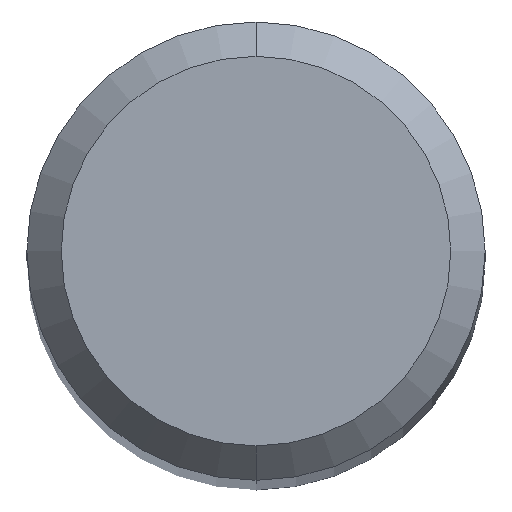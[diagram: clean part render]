
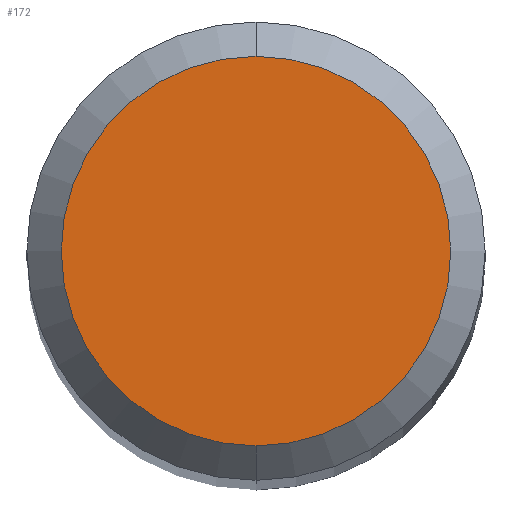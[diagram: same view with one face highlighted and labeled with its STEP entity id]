
A CAD part, top view. The second image highlights one B-rep face of the part: STEP entity #172.
In plain terms, the highlighted planar face has unit normal (0, 0, 1).
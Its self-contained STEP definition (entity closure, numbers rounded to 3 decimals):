
#104=EDGE_CURVE('',#200,#116,#243,.T.);
#116=VERTEX_POINT('',#256);
#172=ADVANCED_FACE('',(#320),#321,.T.);
#178=EDGE_CURVE('',#116,#200,#327,.T.);
#200=VERTEX_POINT('',#352);
#243=CIRCLE('',#393,1.7);
#256=CARTESIAN_POINT('',(0.0,1.7,0.0));
#320=FACE_OUTER_BOUND('',#483,.T.);
#321=PLANE('',#484);
#327=CIRCLE('',#493,1.7);
#352=CARTESIAN_POINT('',(0.,-1.7,0.0));
#393=AXIS2_PLACEMENT_3D('',#558,#559,#560);
#483=EDGE_LOOP('',(#654,#655));
#484=AXIS2_PLACEMENT_3D('',#656,#657,#658);
#493=AXIS2_PLACEMENT_3D('',#665,#666,#667);
#558=CARTESIAN_POINT('',(0.0,0.0,0.0));
#559=DIRECTION('',(0.0,0.0,-1.0));
#560=DIRECTION('',(0.0,1.0,0.0));
#654=ORIENTED_EDGE('',*,*,#178,.F.);
#655=ORIENTED_EDGE('',*,*,#104,.F.);
#656=CARTESIAN_POINT('',(0.0,0.85,0.0));
#657=DIRECTION('',(-0.0,0.0,1.0));
#658=DIRECTION('',(0.0,-1.0,0.0));
#665=CARTESIAN_POINT('',(0.0,0.0,0.0));
#666=DIRECTION('',(0.0,0.0,-1.0));
#667=DIRECTION('',(0.0,1.0,0.0));
